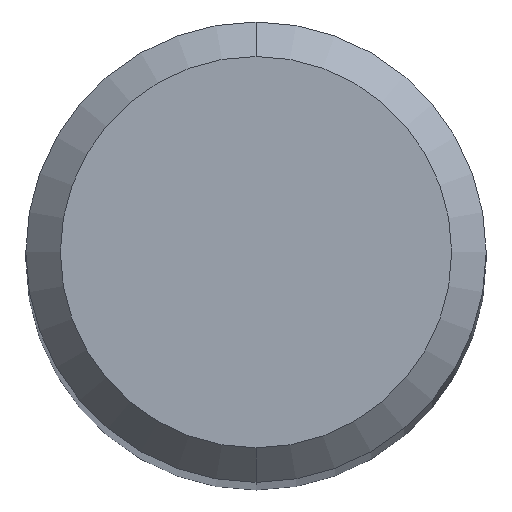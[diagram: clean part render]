
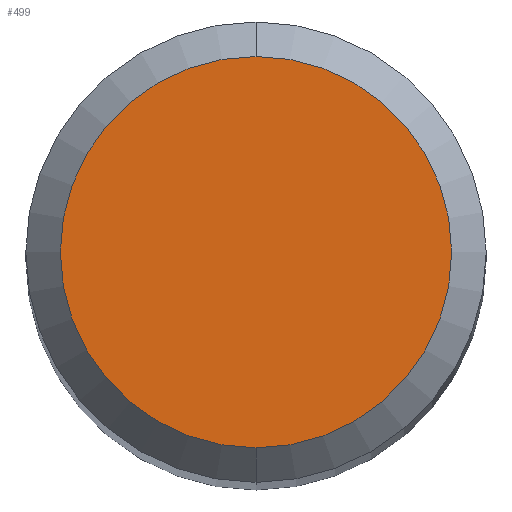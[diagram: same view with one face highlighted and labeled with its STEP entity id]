
A CAD part, top view. The second image highlights one B-rep face of the part: STEP entity #499.
In plain terms, the highlighted planar face has unit normal (0, 0, 1).
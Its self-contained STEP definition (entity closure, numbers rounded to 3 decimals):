
#499=ADVANCED_FACE('',(#1378),#1379,.T.);
#595=VERTEX_POINT('',#1485);
#737=EDGE_CURVE('',#595,#1273,#1637,.T.);
#1151=EDGE_CURVE('',#1273,#595,#2088,.T.);
#1273=VERTEX_POINT('',#2221);
#1378=FACE_OUTER_BOUND('',#2457,.T.);
#1379=PLANE('',#2458);
#1485=CARTESIAN_POINT('',(0.0,1.7,0.0));
#1637=CIRCLE('',#3835,1.7);
#2088=CIRCLE('',#5558,1.7);
#2221=CARTESIAN_POINT('',(0.,-1.7,0.0));
#2457=EDGE_LOOP('',(#6679,#6680));
#2458=AXIS2_PLACEMENT_3D('',#6681,#6682,#6683);
#3835=AXIS2_PLACEMENT_3D('',#6925,#6926,#6927);
#5558=AXIS2_PLACEMENT_3D('',#7446,#7447,#7448);
#6679=ORIENTED_EDGE('',*,*,#737,.F.);
#6680=ORIENTED_EDGE('',*,*,#1151,.F.);
#6681=CARTESIAN_POINT('',(0.0,0.85,0.0));
#6682=DIRECTION('',(-0.0,0.0,1.0));
#6683=DIRECTION('',(0.0,-1.0,0.0));
#6925=CARTESIAN_POINT('',(0.0,0.0,0.0));
#6926=DIRECTION('',(0.0,0.0,-1.0));
#6927=DIRECTION('',(0.0,1.0,0.0));
#7446=CARTESIAN_POINT('',(0.0,0.0,0.0));
#7447=DIRECTION('',(0.0,0.0,-1.0));
#7448=DIRECTION('',(0.0,1.0,0.0));
